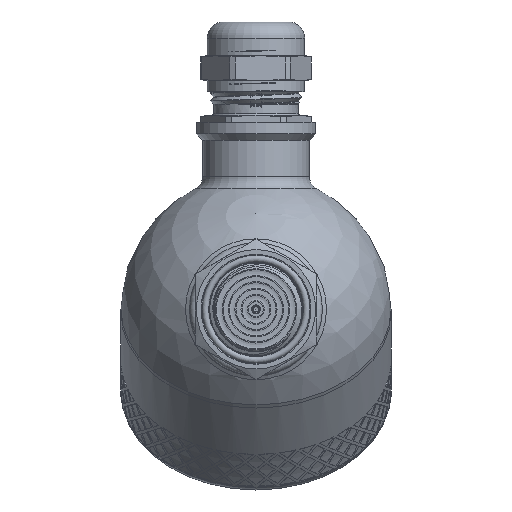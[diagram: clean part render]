
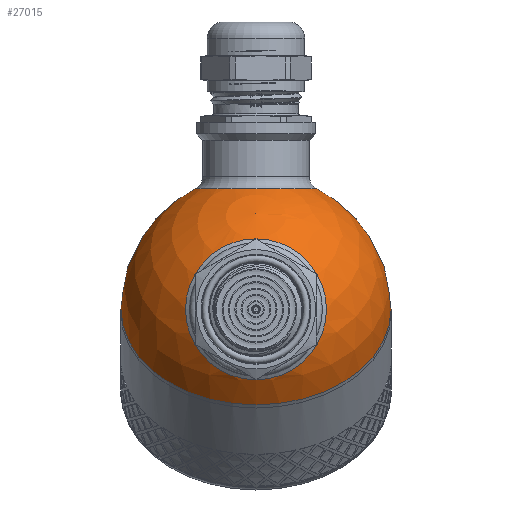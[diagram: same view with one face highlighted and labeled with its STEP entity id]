
A CAD part, left-side view. The second image highlights one B-rep face of the part: STEP entity #27015.
In plain terms, the highlighted spherical face has radius 30 mm.
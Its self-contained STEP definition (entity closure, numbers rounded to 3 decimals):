
#16=SPHERICAL_SURFACE('',#28792,30.);
#1141=FACE_BOUND('',#4268,.T.);
#1142=FACE_BOUND('',#4269,.T.);
#2503=FACE_OUTER_BOUND('',#4267,.T.);
#4267=EDGE_LOOP('',(#20735,#20736,#20737,#20738));
#4268=EDGE_LOOP('',(#20739));
#4269=EDGE_LOOP('',(#20740));
#5858=CIRCLE('',#28789,15.643);
#5861=CIRCLE('',#28793,30.);
#5862=CIRCLE('',#28794,30.);
#5863=CIRCLE('',#28795,30.);
#5864=CIRCLE('',#28796,13.5);
#11459=VERTEX_POINT('',#47685);
#11461=VERTEX_POINT('',#47691);
#11462=VERTEX_POINT('',#47692);
#11463=VERTEX_POINT('',#47694);
#11464=VERTEX_POINT('',#47697);
#14846=EDGE_CURVE('',#11459,#11459,#5858,.T.);
#14849=EDGE_CURVE('',#11461,#11462,#5861,.T.);
#14850=EDGE_CURVE('',#11461,#11463,#5862,.T.);
#14851=EDGE_CURVE('',#11462,#11461,#5863,.T.);
#14852=EDGE_CURVE('',#11464,#11464,#5864,.T.);
#20735=ORIENTED_EDGE('',*,*,#14849,.F.);
#20736=ORIENTED_EDGE('',*,*,#14850,.T.);
#20737=ORIENTED_EDGE('',*,*,#14850,.F.);
#20738=ORIENTED_EDGE('',*,*,#14851,.F.);
#20739=ORIENTED_EDGE('',*,*,#14846,.F.);
#20740=ORIENTED_EDGE('',*,*,#14852,.F.);
#27015=ADVANCED_FACE('',(#2503,#1141,#1142),#16,.T.);
#28789=AXIS2_PLACEMENT_3D('',#47686,#31167,#31168);
#28792=AXIS2_PLACEMENT_3D('',#47690,#31173,#31174);
#28793=AXIS2_PLACEMENT_3D('',#47693,#31175,#31176);
#28794=AXIS2_PLACEMENT_3D('',#47695,#31177,#31178);
#28795=AXIS2_PLACEMENT_3D('',#47696,#31179,#31180);
#28796=AXIS2_PLACEMENT_3D('',#47698,#31181,#31182);
#31167=DIRECTION('center_axis',(-0.707,0.,0.707));
#31168=DIRECTION('ref_axis',(0.707,0.,0.707));
#31173=DIRECTION('center_axis',(1.,0.,0.));
#31174=DIRECTION('ref_axis',(0.,-1.,0.));
#31175=DIRECTION('center_axis',(1.,0.,0.));
#31176=DIRECTION('ref_axis',(0.,1.,0.));
#31177=DIRECTION('center_axis',(0.,0.,1.));
#31178=DIRECTION('ref_axis',(0.,1.,0.));
#31179=DIRECTION('center_axis',(1.,0.,0.));
#31180=DIRECTION('ref_axis',(0.,1.,0.));
#31181=DIRECTION('center_axis',(-0.707,0.,-0.707));
#31182=DIRECTION('ref_axis',(-0.707,0.,0.707));
#47685=CARTESIAN_POINT('',(-29.162,0.,7.04));
#47686=CARTESIAN_POINT('Origin',(-18.101,0.,18.101));
#47690=CARTESIAN_POINT('Origin',(0.,0.,0.));
#47691=CARTESIAN_POINT('',(0.,30.,0.));
#47692=CARTESIAN_POINT('',(0.,-30.,0.));
#47693=CARTESIAN_POINT('Origin',(0.,0.,0.));
#47694=CARTESIAN_POINT('',(-30.,0.,0.));
#47695=CARTESIAN_POINT('Origin',(0.,0.,0.));
#47696=CARTESIAN_POINT('Origin',(0.,0.,0.));
#47697=CARTESIAN_POINT('',(-9.398,0.,-28.49));
#47698=CARTESIAN_POINT('Origin',(-18.944,0.,-18.944));
